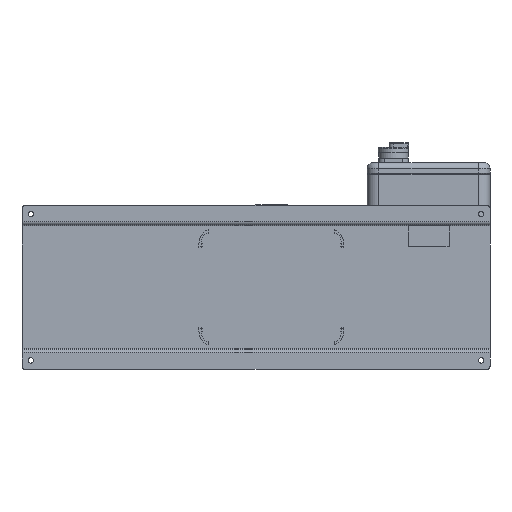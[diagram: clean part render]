
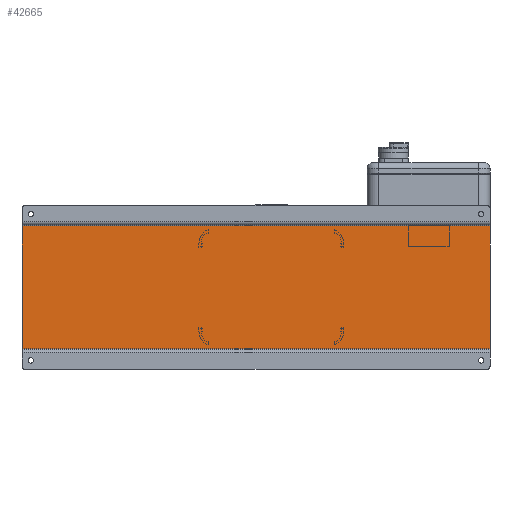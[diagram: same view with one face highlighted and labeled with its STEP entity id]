
A CAD part, front view. The second image highlights one B-rep face of the part: STEP entity #42665.
In plain terms, the highlighted planar face has unit normal (0, -1, 0).
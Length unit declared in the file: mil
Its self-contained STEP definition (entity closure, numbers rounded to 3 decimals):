
#3331 = DIRECTION ( 'NONE',  ( -1., 0., 0. ) ) ;
#3900 = LINE ( 'NONE', #42756, #5142 ) ;
#4071 = LINE ( 'NONE', #38059, #33305 ) ;
#4807 = ORIENTED_EDGE ( 'NONE', *, *, #21655, .F. ) ;
#4810 = VECTOR ( 'NONE', #55560, 39370.079 ) ;
#5142 = VECTOR ( 'NONE', #66636, 39370.079 ) ;
#6247 = VECTOR ( 'NONE', #35999, 39370.079 ) ;
#7192 = EDGE_LOOP ( 'NONE', ( #28930, #16867, #4807, #10578 ) ) ;
#10578 = ORIENTED_EDGE ( 'NONE', *, *, #32409, .T. ) ;
#11665 = VERTEX_POINT ( 'NONE', #52324 ) ;
#16867 = ORIENTED_EDGE ( 'NONE', *, *, #47262, .F. ) ;
#16923 = CARTESIAN_POINT ( 'NONE',  ( 15748.031, 2007.874, 4133.858 ) ) ;
#17705 = DIRECTION ( 'NONE',  ( 0., 1., 0. ) ) ;
#19900 = CARTESIAN_POINT ( 'NONE',  ( -15748.031, 2007.874, -4133.858 ) ) ;
#20355 = EDGE_CURVE ( 'NONE', #24256, #59367, #42702, .T. ) ;
#21655 = EDGE_CURVE ( 'NONE', #60186, #11665, #3900, .T. ) ;
#23312 = CARTESIAN_POINT ( 'NONE',  ( 15748.031, 2007.874, -4133.858 ) ) ;
#24256 = VERTEX_POINT ( 'NONE', #29137 ) ;
#28926 = FACE_OUTER_BOUND ( 'NONE', #7192, .T. ) ;
#28930 = ORIENTED_EDGE ( 'NONE', *, *, #20355, .T. ) ;
#29137 = CARTESIAN_POINT ( 'NONE',  ( -15748.031, 2007.874, 4133.858 ) ) ;
#32409 = EDGE_CURVE ( 'NONE', #60186, #24256, #32758, .T. ) ;
#32701 = CARTESIAN_POINT ( 'NONE',  ( -15748.031, 2007.874, -4133.858 ) ) ;
#32758 = LINE ( 'NONE', #43974, #4810 ) ;
#33305 = VECTOR ( 'NONE', #3331, 39370.079 ) ;
#35999 = DIRECTION ( 'NONE',  ( 0., 0., -1. ) ) ;
#38059 = CARTESIAN_POINT ( 'NONE',  ( 15748.031, 2007.874, -4133.858 ) ) ;
#42665 = ADVANCED_FACE ( 'NONE', ( #28926 ), #51722, .F. ) ;
#42702 = LINE ( 'NONE', #19900, #6247 ) ;
#42756 = CARTESIAN_POINT ( 'NONE',  ( 15748.031, 2007.874, 4133.858 ) ) ;
#43974 = CARTESIAN_POINT ( 'NONE',  ( 15748.031, 2007.874, 4133.858 ) ) ;
#47262 = EDGE_CURVE ( 'NONE', #11665, #59367, #4071, .T. ) ;
#51722 = PLANE ( 'NONE',  #73671 ) ;
#52077 = DIRECTION ( 'NONE',  ( 1., 0., 0. ) ) ;
#52324 = CARTESIAN_POINT ( 'NONE',  ( 15748.031, 2007.874, -4133.858 ) ) ;
#55560 = DIRECTION ( 'NONE',  ( -1., 0., 0. ) ) ;
#59367 = VERTEX_POINT ( 'NONE', #32701 ) ;
#60186 = VERTEX_POINT ( 'NONE', #16923 ) ;
#66636 = DIRECTION ( 'NONE',  ( 0., 0., -1. ) ) ;
#73671 = AXIS2_PLACEMENT_3D ( 'NONE', #23312, #17705, #52077 ) ;
